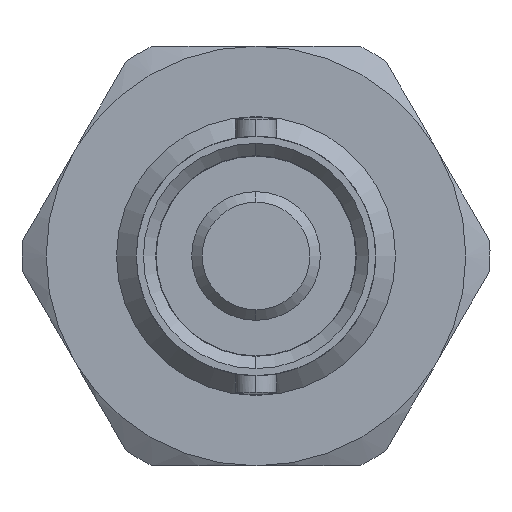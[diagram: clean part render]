
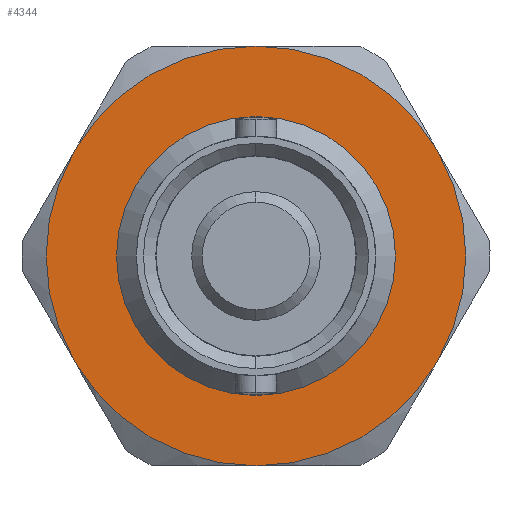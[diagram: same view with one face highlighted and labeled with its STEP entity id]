
A CAD part, left-side view. The second image highlights one B-rep face of the part: STEP entity #4344.
In plain terms, the highlighted planar face has unit normal (-1, 0, 0).
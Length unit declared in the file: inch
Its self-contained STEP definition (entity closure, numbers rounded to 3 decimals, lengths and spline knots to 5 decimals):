
#87 = AXIS2_PLACEMENT_3D ( 'NONE', #2324, #4821, #2204 ) ;
#182 = ORIENTED_EDGE ( 'NONE', *, *, #7935, .F. ) ;
#362 = CIRCLE ( 'NONE', #6844, 0.46949 ) ;
#382 = DIRECTION ( 'NONE',  ( 0., 0., 1. ) ) ;
#527 = AXIS2_PLACEMENT_3D ( 'NONE', #7063, #3400, #965 ) ;
#560 = CARTESIAN_POINT ( 'NONE',  ( 1.20472, 0., 0. ) ) ;
#561 = DIRECTION ( 'NONE',  ( 0., 0., 1. ) ) ;
#647 = FACE_OUTER_BOUND ( 'NONE', #6615, .T. ) ;
#650 = VERTEX_POINT ( 'NONE', #6740 ) ;
#852 = AXIS2_PLACEMENT_3D ( 'NONE', #2972, #7249, #382 ) ;
#881 = CIRCLE ( 'NONE', #1914, 0.46949 ) ;
#886 = AXIS2_PLACEMENT_3D ( 'NONE', #3035, #2957, #5560 ) ;
#965 = DIRECTION ( 'NONE',  ( 0., 0., -1. ) ) ;
#1239 = EDGE_CURVE ( 'NONE', #1885, #650, #362, .T. ) ;
#1285 = ORIENTED_EDGE ( 'NONE', *, *, #5970, .T. ) ;
#1362 = EDGE_CURVE ( 'NONE', #5469, #3042, #881, .T. ) ;
#1460 = EDGE_CURVE ( 'NONE', #3042, #5082, #2696, .T. ) ;
#1727 = EDGE_CURVE ( 'NONE', #650, #5469, #4398, .T. ) ;
#1745 = VERTEX_POINT ( 'NONE', #4925 ) ;
#1785 = CARTESIAN_POINT ( 'NONE',  ( 1.20472, 0., 0. ) ) ;
#1885 = VERTEX_POINT ( 'NONE', #3195 ) ;
#1914 = AXIS2_PLACEMENT_3D ( 'NONE', #1785, #4184, #5442 ) ;
#2024 = ORIENTED_EDGE ( 'NONE', *, *, #6261, .F. ) ;
#2204 = DIRECTION ( 'NONE',  ( 0., 0., 1. ) ) ;
#2315 = CARTESIAN_POINT ( 'NONE',  ( 1.20472, 0., 0.46949 ) ) ;
#2324 = CARTESIAN_POINT ( 'NONE',  ( 1.20472, 0., 0. ) ) ;
#2696 = CIRCLE ( 'NONE', #6463, 0.46949 ) ;
#2883 = EDGE_CURVE ( 'NONE', #1745, #1885, #4025, .T. ) ;
#2957 = DIRECTION ( 'NONE',  ( -1., 0., 0. ) ) ;
#2972 = CARTESIAN_POINT ( 'NONE',  ( 1.20472, 0., 0. ) ) ;
#3028 = DIRECTION ( 'NONE',  ( -1., 0., 0. ) ) ;
#3035 = CARTESIAN_POINT ( 'NONE',  ( 1.20472, 0., 0. ) ) ;
#3042 = VERTEX_POINT ( 'NONE', #5435 ) ;
#3128 = CARTESIAN_POINT ( 'NONE',  ( 1.20472, 0., 0. ) ) ;
#3195 = CARTESIAN_POINT ( 'NONE',  ( 1.20472, 0.40659, -0.23474 ) ) ;
#3400 = DIRECTION ( 'NONE',  ( -1., 0., 0. ) ) ;
#3690 = FACE_BOUND ( 'NONE', #6810, .T. ) ;
#3781 = CARTESIAN_POINT ( 'NONE',  ( 1.20472, -0.40659, -0.23474 ) ) ;
#4025 = CIRCLE ( 'NONE', #527, 0.46949 ) ;
#4167 = ORIENTED_EDGE ( 'NONE', *, *, #1460, .T. ) ;
#4181 = ORIENTED_EDGE ( 'NONE', *, *, #1239, .T. ) ;
#4184 = DIRECTION ( 'NONE',  ( -1., 0., 0. ) ) ;
#4344 = ADVANCED_FACE ( 'NONE', ( #3690, #647 ), #7947, .T. ) ;
#4398 = CIRCLE ( 'NONE', #886, 0.46949 ) ;
#4468 = DIRECTION ( 'NONE',  ( 0., 0., -1. ) ) ;
#4490 = CIRCLE ( 'NONE', #852, 0.31201 ) ;
#4595 = ORIENTED_EDGE ( 'NONE', *, *, #2883, .T. ) ;
#4682 = DIRECTION ( 'NONE',  ( -1., 0., 0. ) ) ;
#4821 = DIRECTION ( 'NONE',  ( -1., 0., 0. ) ) ;
#4855 = CARTESIAN_POINT ( 'NONE',  ( 1.20472, 0., 0.31201 ) ) ;
#4866 = CARTESIAN_POINT ( 'NONE',  ( 1.20472, 0., 0. ) ) ;
#4921 = AXIS2_PLACEMENT_3D ( 'NONE', #4866, #4682, #561 ) ;
#4925 = CARTESIAN_POINT ( 'NONE',  ( 1.20472, 0.40659, 0.23474 ) ) ;
#5082 = VERTEX_POINT ( 'NONE', #2315 ) ;
#5245 = DIRECTION ( 'NONE',  ( -1., 0., 0. ) ) ;
#5288 = DIRECTION ( 'NONE',  ( 0., 0., -1. ) ) ;
#5435 = CARTESIAN_POINT ( 'NONE',  ( 1.20472, -0.40659, 0.23474 ) ) ;
#5442 = DIRECTION ( 'NONE',  ( 0., 0., -1. ) ) ;
#5469 = VERTEX_POINT ( 'NONE', #3781 ) ;
#5560 = DIRECTION ( 'NONE',  ( 0., 0., -1. ) ) ;
#5817 = ORIENTED_EDGE ( 'NONE', *, *, #1362, .T. ) ;
#5890 = CARTESIAN_POINT ( 'NONE',  ( 1.20472, 0., -0.31201 ) ) ;
#5932 = CARTESIAN_POINT ( 'NONE',  ( 1.20472, 0., 0. ) ) ;
#5970 = EDGE_CURVE ( 'NONE', #5082, #1745, #7510, .T. ) ;
#6069 = AXIS2_PLACEMENT_3D ( 'NONE', #560, #3028, #8040 ) ;
#6143 = VERTEX_POINT ( 'NONE', #4855 ) ;
#6261 = EDGE_CURVE ( 'NONE', #7930, #6143, #6965, .T. ) ;
#6463 = AXIS2_PLACEMENT_3D ( 'NONE', #3128, #7635, #4468 ) ;
#6615 = EDGE_LOOP ( 'NONE', ( #7238, #5817, #4167, #1285, #4595, #4181 ) ) ;
#6740 = CARTESIAN_POINT ( 'NONE',  ( 1.20472, 0., -0.46949 ) ) ;
#6810 = EDGE_LOOP ( 'NONE', ( #182, #2024 ) ) ;
#6844 = AXIS2_PLACEMENT_3D ( 'NONE', #5932, #5245, #5288 ) ;
#6965 = CIRCLE ( 'NONE', #87, 0.31201 ) ;
#7063 = CARTESIAN_POINT ( 'NONE',  ( 1.20472, 0., 0. ) ) ;
#7238 = ORIENTED_EDGE ( 'NONE', *, *, #1727, .T. ) ;
#7249 = DIRECTION ( 'NONE',  ( -1., 0., 0. ) ) ;
#7510 = CIRCLE ( 'NONE', #6069, 0.46949 ) ;
#7635 = DIRECTION ( 'NONE',  ( -1., 0., 0. ) ) ;
#7930 = VERTEX_POINT ( 'NONE', #5890 ) ;
#7935 = EDGE_CURVE ( 'NONE', #6143, #7930, #4490, .T. ) ;
#7947 = PLANE ( 'NONE',  #4921 ) ;
#8040 = DIRECTION ( 'NONE',  ( 0., 0., -1. ) ) ;
